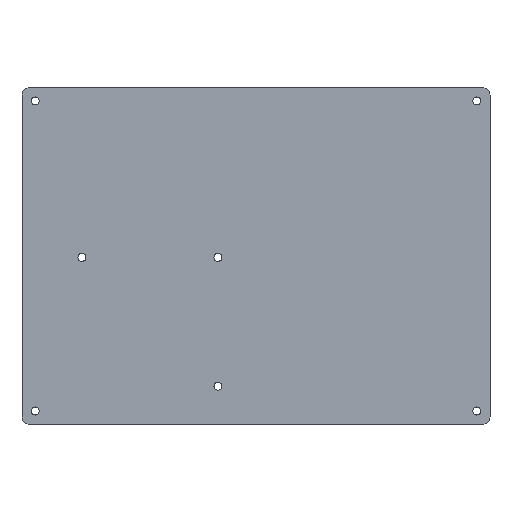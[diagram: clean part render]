
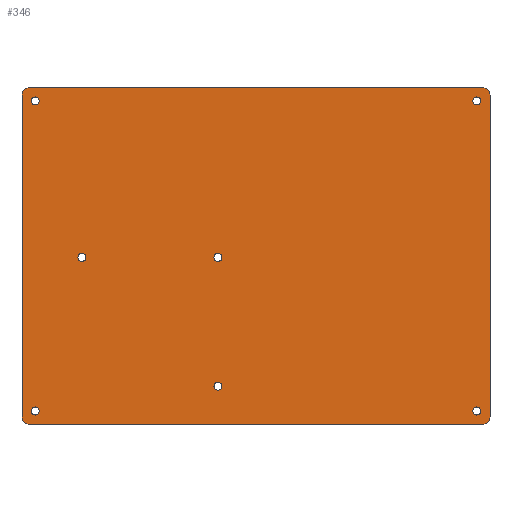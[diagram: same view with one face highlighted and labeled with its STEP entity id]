
A CAD part, top view. The second image highlights one B-rep face of the part: STEP entity #346.
In plain terms, the highlighted planar face has unit normal (0, 0, 1).
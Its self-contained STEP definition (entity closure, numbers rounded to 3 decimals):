
#19=FACE_BOUND('',#72,.T.);
#20=FACE_BOUND('',#73,.T.);
#21=FACE_BOUND('',#74,.T.);
#22=FACE_BOUND('',#75,.T.);
#23=FACE_BOUND('',#76,.T.);
#24=FACE_BOUND('',#77,.T.);
#25=FACE_BOUND('',#78,.T.);
#37=PLANE('',#400);
#54=FACE_OUTER_BOUND('',#71,.T.);
#71=EDGE_LOOP('',(#290,#291,#292,#293,#294,#295,#296,#297));
#72=EDGE_LOOP('',(#298));
#73=EDGE_LOOP('',(#299));
#74=EDGE_LOOP('',(#300));
#75=EDGE_LOOP('',(#301));
#76=EDGE_LOOP('',(#302));
#77=EDGE_LOOP('',(#303));
#78=EDGE_LOOP('',(#304));
#97=LINE('',#567,#120);
#101=LINE('',#579,#124);
#105=LINE('',#591,#128);
#109=LINE('',#601,#132);
#120=VECTOR('',#467,10.);
#124=VECTOR('',#479,10.);
#128=VECTOR('',#491,10.);
#132=VECTOR('',#503,10.);
#133=CIRCLE('',#364,2.75);
#135=CIRCLE('',#367,2.75);
#137=CIRCLE('',#370,2.75);
#139=CIRCLE('',#373,2.75);
#141=CIRCLE('',#376,2.75);
#143=CIRCLE('',#379,2.75);
#145=CIRCLE('',#382,2.75);
#148=CIRCLE('',#386,5.);
#150=CIRCLE('',#390,5.);
#152=CIRCLE('',#394,5.);
#154=CIRCLE('',#398,5.);
#155=VERTEX_POINT('',#513);
#157=VERTEX_POINT('',#519);
#159=VERTEX_POINT('',#525);
#161=VERTEX_POINT('',#531);
#163=VERTEX_POINT('',#537);
#165=VERTEX_POINT('',#543);
#167=VERTEX_POINT('',#549);
#171=VERTEX_POINT('',#558);
#172=VERTEX_POINT('',#560);
#174=VERTEX_POINT('',#566);
#176=VERTEX_POINT('',#572);
#178=VERTEX_POINT('',#578);
#180=VERTEX_POINT('',#584);
#182=VERTEX_POINT('',#590);
#184=VERTEX_POINT('',#596);
#185=EDGE_CURVE('',#155,#155,#133,.T.);
#188=EDGE_CURVE('',#157,#157,#135,.T.);
#191=EDGE_CURVE('',#159,#159,#137,.T.);
#194=EDGE_CURVE('',#161,#161,#139,.T.);
#197=EDGE_CURVE('',#163,#163,#141,.T.);
#200=EDGE_CURVE('',#165,#165,#143,.T.);
#203=EDGE_CURVE('',#167,#167,#145,.T.);
#208=EDGE_CURVE('',#172,#171,#148,.T.);
#211=EDGE_CURVE('',#174,#172,#97,.T.);
#214=EDGE_CURVE('',#176,#174,#150,.T.);
#217=EDGE_CURVE('',#178,#176,#101,.T.);
#220=EDGE_CURVE('',#180,#178,#152,.T.);
#223=EDGE_CURVE('',#182,#180,#105,.T.);
#226=EDGE_CURVE('',#184,#182,#154,.T.);
#229=EDGE_CURVE('',#171,#184,#109,.T.);
#290=ORIENTED_EDGE('',*,*,#229,.T.);
#291=ORIENTED_EDGE('',*,*,#226,.T.);
#292=ORIENTED_EDGE('',*,*,#223,.T.);
#293=ORIENTED_EDGE('',*,*,#220,.T.);
#294=ORIENTED_EDGE('',*,*,#217,.T.);
#295=ORIENTED_EDGE('',*,*,#214,.T.);
#296=ORIENTED_EDGE('',*,*,#211,.T.);
#297=ORIENTED_EDGE('',*,*,#208,.T.);
#298=ORIENTED_EDGE('',*,*,#203,.T.);
#299=ORIENTED_EDGE('',*,*,#200,.T.);
#300=ORIENTED_EDGE('',*,*,#197,.T.);
#301=ORIENTED_EDGE('',*,*,#194,.T.);
#302=ORIENTED_EDGE('',*,*,#191,.T.);
#303=ORIENTED_EDGE('',*,*,#188,.T.);
#304=ORIENTED_EDGE('',*,*,#185,.T.);
#346=ADVANCED_FACE('',(#54,#19,#20,#21,#22,#23,#24,#25),#37,.T.);
#364=AXIS2_PLACEMENT_3D('',#514,#409,#410);
#367=AXIS2_PLACEMENT_3D('',#520,#416,#417);
#370=AXIS2_PLACEMENT_3D('',#526,#423,#424);
#373=AXIS2_PLACEMENT_3D('',#532,#430,#431);
#376=AXIS2_PLACEMENT_3D('',#538,#437,#438);
#379=AXIS2_PLACEMENT_3D('',#544,#444,#445);
#382=AXIS2_PLACEMENT_3D('',#550,#451,#452);
#386=AXIS2_PLACEMENT_3D('',#561,#461,#462);
#390=AXIS2_PLACEMENT_3D('',#573,#473,#474);
#394=AXIS2_PLACEMENT_3D('',#585,#485,#486);
#398=AXIS2_PLACEMENT_3D('',#597,#497,#498);
#400=AXIS2_PLACEMENT_3D('',#602,#504,#505);
#409=DIRECTION('center_axis',(0.,0.,-1.));
#410=DIRECTION('ref_axis',(1.,0.,0.));
#416=DIRECTION('center_axis',(0.,0.,-1.));
#417=DIRECTION('ref_axis',(1.,0.,0.));
#423=DIRECTION('center_axis',(0.,0.,-1.));
#424=DIRECTION('ref_axis',(1.,0.,0.));
#430=DIRECTION('center_axis',(0.,0.,-1.));
#431=DIRECTION('ref_axis',(1.,0.,0.));
#437=DIRECTION('center_axis',(0.,0.,-1.));
#438=DIRECTION('ref_axis',(1.,0.,0.));
#444=DIRECTION('center_axis',(0.,0.,-1.));
#445=DIRECTION('ref_axis',(1.,0.,0.));
#451=DIRECTION('center_axis',(0.,0.,-1.));
#452=DIRECTION('ref_axis',(1.,0.,0.));
#461=DIRECTION('center_axis',(0.,0.,1.));
#462=DIRECTION('ref_axis',(-1.,0.,0.));
#467=DIRECTION('',(0.,-1.,0.));
#473=DIRECTION('center_axis',(0.,0.,1.));
#474=DIRECTION('ref_axis',(0.,1.,0.));
#479=DIRECTION('',(-1.,0.,0.));
#485=DIRECTION('center_axis',(0.,0.,1.));
#486=DIRECTION('ref_axis',(1.,0.,0.));
#491=DIRECTION('',(0.,1.,0.));
#497=DIRECTION('center_axis',(0.,0.,1.));
#498=DIRECTION('ref_axis',(0.,-1.,0.));
#503=DIRECTION('',(1.,0.,0.));
#504=DIRECTION('center_axis',(0.,0.,1.));
#505=DIRECTION('ref_axis',(1.,0.,0.));
#513=CARTESIAN_POINT('',(-149.75,92.837,3.));
#514=CARTESIAN_POINT('Origin',(-147.,92.837,3.));
#519=CARTESIAN_POINT('',(-117.75,-14.163,3.));
#520=CARTESIAN_POINT('Origin',(-115.,-14.163,3.));
#525=CARTESIAN_POINT('',(-24.75,-102.163,3.));
#526=CARTESIAN_POINT('Origin',(-22.,-102.163,3.));
#531=CARTESIAN_POINT('',(152.25,92.837,3.));
#532=CARTESIAN_POINT('Origin',(155.,92.837,3.));
#537=CARTESIAN_POINT('',(-24.75,-14.163,3.));
#538=CARTESIAN_POINT('Origin',(-22.,-14.163,3.));
#543=CARTESIAN_POINT('',(152.25,-119.163,3.));
#544=CARTESIAN_POINT('Origin',(155.,-119.163,3.));
#549=CARTESIAN_POINT('',(-149.75,-119.163,3.));
#550=CARTESIAN_POINT('Origin',(-147.,-119.163,3.));
#558=CARTESIAN_POINT('',(-151.,-128.163,3.));
#560=CARTESIAN_POINT('',(-156.,-123.163,3.));
#561=CARTESIAN_POINT('Origin',(-151.,-123.163,3.));
#566=CARTESIAN_POINT('',(-156.,96.837,3.));
#567=CARTESIAN_POINT('',(-156.,96.837,3.));
#572=CARTESIAN_POINT('',(-151.,101.837,3.));
#573=CARTESIAN_POINT('Origin',(-151.,96.837,3.));
#578=CARTESIAN_POINT('',(159.,101.837,3.));
#579=CARTESIAN_POINT('',(159.,101.837,3.));
#584=CARTESIAN_POINT('',(164.,96.837,3.));
#585=CARTESIAN_POINT('Origin',(159.,96.837,3.));
#590=CARTESIAN_POINT('',(164.,-123.163,3.));
#591=CARTESIAN_POINT('',(164.,-123.163,3.));
#596=CARTESIAN_POINT('',(159.,-128.163,3.));
#597=CARTESIAN_POINT('Origin',(159.,-123.163,3.));
#601=CARTESIAN_POINT('',(-26.,-128.163,3.));
#602=CARTESIAN_POINT('Origin',(4.,-13.163,3.));
